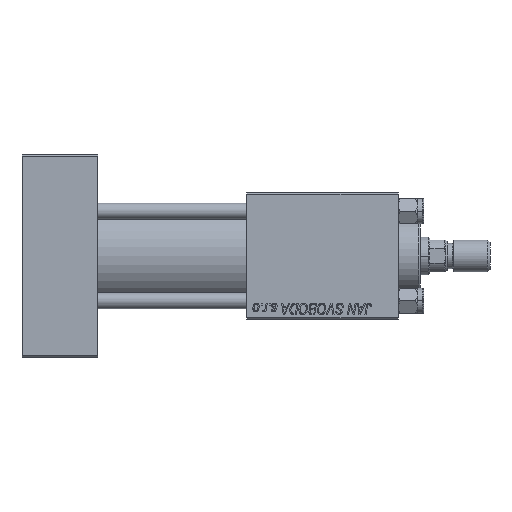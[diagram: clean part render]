
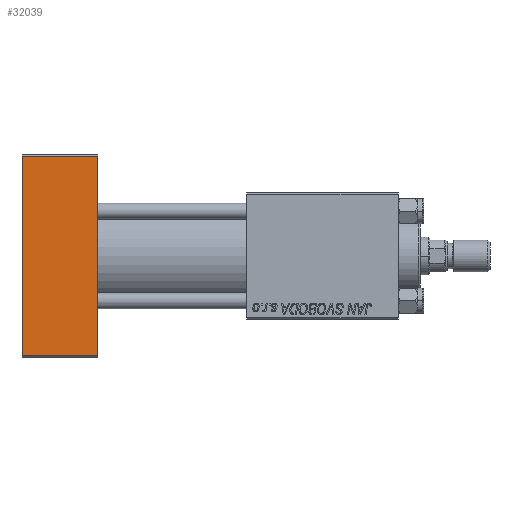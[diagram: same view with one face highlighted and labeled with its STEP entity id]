
A CAD part, front view. The second image highlights one B-rep face of the part: STEP entity #32039.
In plain terms, the highlighted planar face has unit normal (0, -1, 0).
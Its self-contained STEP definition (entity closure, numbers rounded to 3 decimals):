
#214 = DIRECTION ( 'NONE',  ( -1., 0., 0. ) ) ;
#5019 = LINE ( 'NONE', #48560, #13743 ) ;
#5184 = VECTOR ( 'NONE', #214, 1000. ) ;
#7281 = EDGE_CURVE ( 'NONE', #35223, #38862, #35538, .T. ) ;
#7523 = PLANE ( 'NONE',  #19683 ) ;
#11586 = CARTESIAN_POINT ( 'NONE',  ( 0., -20., -31.5 ) ) ;
#13743 = VECTOR ( 'NONE', #16721, 1000. ) ;
#15677 = DIRECTION ( 'NONE',  ( 0., 0., -1. ) ) ;
#16721 = DIRECTION ( 'NONE',  ( 1., 0., 0. ) ) ;
#17144 = ORIENTED_EDGE ( 'NONE', *, *, #23280, .T. ) ;
#17585 = ORIENTED_EDGE ( 'NONE', *, *, #35256, .T. ) ;
#18466 = CARTESIAN_POINT ( 'NONE',  ( 24., -20., 32. ) ) ;
#19683 = AXIS2_PLACEMENT_3D ( 'NONE', #18466, #26869, #23056 ) ;
#20664 = CARTESIAN_POINT ( 'NONE',  ( 24., -20., 31.5 ) ) ;
#21269 = CARTESIAN_POINT ( 'NONE',  ( 0., -20., 32. ) ) ;
#21464 = VERTEX_POINT ( 'NONE', #11586 ) ;
#23056 = DIRECTION ( 'NONE',  ( 0., 0., 1. ) ) ;
#23280 = EDGE_CURVE ( 'NONE', #21464, #38862, #5019, .T. ) ;
#23378 = CARTESIAN_POINT ( 'NONE',  ( 24., -20., 31.5 ) ) ;
#23694 = ORIENTED_EDGE ( 'NONE', *, *, #7281, .F. ) ;
#26869 = DIRECTION ( 'NONE',  ( 0., 1., 0. ) ) ;
#27422 = EDGE_LOOP ( 'NONE', ( #43736, #17144, #23694, #17585 ) ) ;
#27801 = CARTESIAN_POINT ( 'NONE',  ( 24., -20., -31.5 ) ) ;
#28897 = LINE ( 'NONE', #21269, #49182 ) ;
#29306 = VECTOR ( 'NONE', #15677, 1000. ) ;
#29574 = CARTESIAN_POINT ( 'NONE',  ( 0., -20., 31.5 ) ) ;
#29601 = VERTEX_POINT ( 'NONE', #29574 ) ;
#32039 = ADVANCED_FACE ( 'NONE', ( #35021 ), #7523, .F. ) ;
#35021 = FACE_OUTER_BOUND ( 'NONE', #27422, .T. ) ;
#35223 = VERTEX_POINT ( 'NONE', #20664 ) ;
#35256 = EDGE_CURVE ( 'NONE', #35223, #29601, #46322, .T. ) ;
#35538 = LINE ( 'NONE', #50344, #29306 ) ;
#36802 = DIRECTION ( 'NONE',  ( 0., 0., -1. ) ) ;
#37622 = EDGE_CURVE ( 'NONE', #29601, #21464, #28897, .T. ) ;
#38862 = VERTEX_POINT ( 'NONE', #27801 ) ;
#43736 = ORIENTED_EDGE ( 'NONE', *, *, #37622, .T. ) ;
#46322 = LINE ( 'NONE', #23378, #5184 ) ;
#48560 = CARTESIAN_POINT ( 'NONE',  ( 24., -20., -31.5 ) ) ;
#49182 = VECTOR ( 'NONE', #36802, 1000. ) ;
#50344 = CARTESIAN_POINT ( 'NONE',  ( 24., -20., 32. ) ) ;
